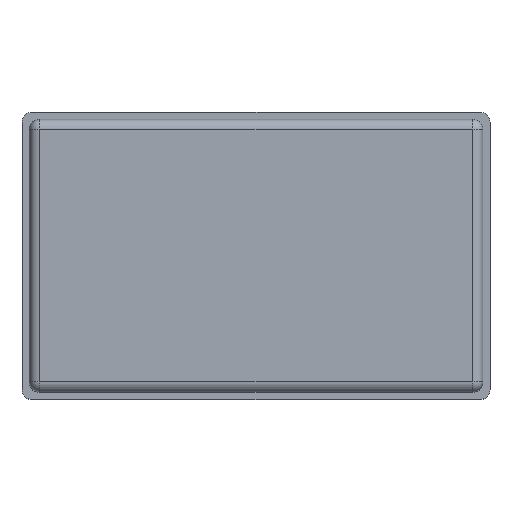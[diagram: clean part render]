
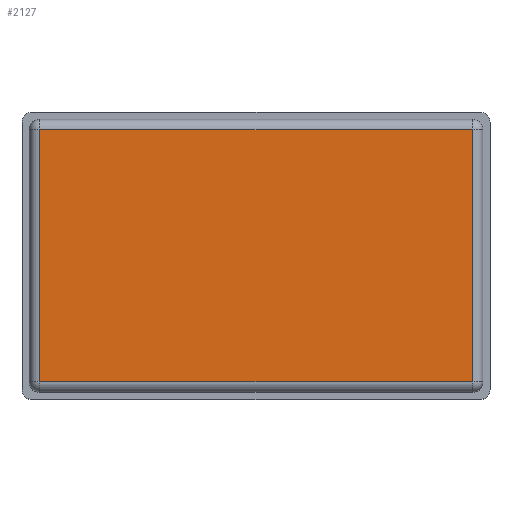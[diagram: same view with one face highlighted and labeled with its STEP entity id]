
A CAD part, top view. The second image highlights one B-rep face of the part: STEP entity #2127.
In plain terms, the highlighted planar face has unit normal (0, 0, 1).
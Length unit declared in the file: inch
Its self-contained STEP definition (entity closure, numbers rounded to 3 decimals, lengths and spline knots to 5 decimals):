
#1692=CARTESIAN_POINT('',(-1.0175,0.5925,0.225));
#1693=VERTEX_POINT('',#1692);
#1757=CARTESIAN_POINT('',(-1.0175,-0.5925,0.225));
#1758=VERTEX_POINT('',#1757);
#1766=CARTESIAN_POINT('',(-1.0175,-0.5925,0.225));
#1767=DIRECTION('',(0.0,1.0,0.0));
#1768=VECTOR('',#1767,1.185);
#1769=LINE('',#1766,#1768);
#1770=EDGE_CURVE('',#1758,#1693,#1769,.T.);
#1896=CARTESIAN_POINT('',(1.0175,-0.5925,0.225));
#1897=VERTEX_POINT('',#1896);
#2004=CARTESIAN_POINT('',(1.0175,-0.5925,0.225));
#2005=DIRECTION('',(-1.0,0.0,0.0));
#2006=VECTOR('',#2005,2.035);
#2007=LINE('',#2004,#2006);
#2008=EDGE_CURVE('',#1897,#1758,#2007,.T.);
#2046=CARTESIAN_POINT('',(1.0175,0.5925,0.225));
#2047=VERTEX_POINT('',#2046);
#2088=CARTESIAN_POINT('',(-1.0175,0.5925,0.225));
#2089=DIRECTION('',(1.0,0.0,0.0));
#2090=VECTOR('',#2089,2.035);
#2091=LINE('',#2088,#2090);
#2092=EDGE_CURVE('',#1693,#2047,#2091,.T.);
#2107=CARTESIAN_POINT('',(1.0175,0.5925,0.225));
#2108=DIRECTION('',(0.0,-1.0,0.0));
#2109=VECTOR('',#2108,1.185);
#2110=LINE('',#2107,#2109);
#2111=EDGE_CURVE('',#2047,#1897,#2110,.T.);
#2116=CARTESIAN_POINT('',(0.,0.,0.225));
#2117=DIRECTION('',(0.0,0.0,1.0));
#2118=DIRECTION('',(1.0,0.0,0.0));
#2119=AXIS2_PLACEMENT_3D('',#2116,#2117,#2118);
#2120=PLANE('',#2119);
#2121=ORIENTED_EDGE('',*,*,#2092,.F.);
#2122=ORIENTED_EDGE('',*,*,#1770,.F.);
#2123=ORIENTED_EDGE('',*,*,#2008,.F.);
#2124=ORIENTED_EDGE('',*,*,#2111,.F.);
#2125=EDGE_LOOP('',(#2121,#2122,#2123,#2124));
#2126=FACE_OUTER_BOUND('',#2125,.T.);
#2127=ADVANCED_FACE('',(#2126),#2120,.T.);
